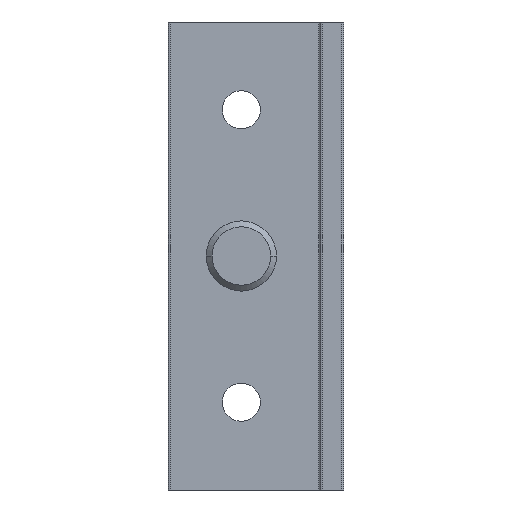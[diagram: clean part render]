
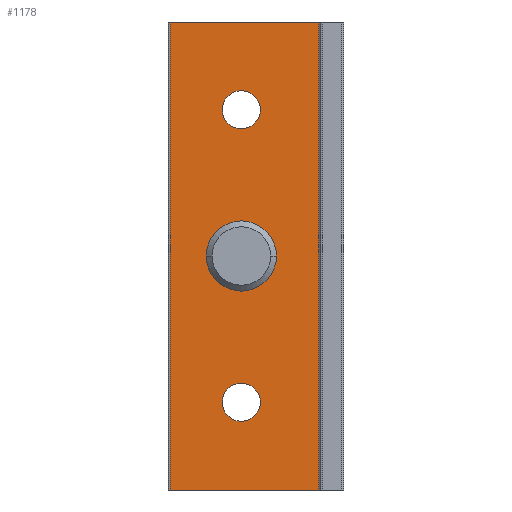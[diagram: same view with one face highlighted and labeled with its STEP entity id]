
A CAD part, front view. The second image highlights one B-rep face of the part: STEP entity #1178.
In plain terms, the highlighted planar face has unit normal (0, -1, 0).
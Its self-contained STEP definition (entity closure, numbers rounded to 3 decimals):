
#263=DIRECTION('',(1.,0.,0.));
#264=VECTOR('',#263,25.4);
#265=CARTESIAN_POINT('',(-12.2,248.,-40.));
#266=LINE('',#265,#264);
#326=DIRECTION('',(0.,0.,-1.));
#327=VECTOR('',#326,80.);
#328=CARTESIAN_POINT('',(-12.2,248.,40.));
#329=LINE('',#328,#327);
#330=DIRECTION('',(0.,0.,1.));
#331=VECTOR('',#330,80.);
#332=CARTESIAN_POINT('',(13.2,248.,-40.));
#333=LINE('',#332,#331);
#334=CARTESIAN_POINT('',(0.,248.,-25.));
#335=DIRECTION('',(0.,-1.,0.));
#336=DIRECTION('',(-1.,0.,0.));
#337=AXIS2_PLACEMENT_3D('',#334,#335,#336);
#339=CARTESIAN_POINT('',(0.,248.,-25.));
#340=DIRECTION('',(0.,-1.,0.));
#341=DIRECTION('',(1.,0.,0.));
#342=AXIS2_PLACEMENT_3D('',#339,#340,#341);
#344=CARTESIAN_POINT('',(0.,248.,25.));
#345=DIRECTION('',(0.,-1.,0.));
#346=DIRECTION('',(-1.,0.,0.));
#347=AXIS2_PLACEMENT_3D('',#344,#345,#346);
#349=CARTESIAN_POINT('',(0.,248.,25.));
#350=DIRECTION('',(0.,-1.,0.));
#351=DIRECTION('',(1.,0.,0.));
#352=AXIS2_PLACEMENT_3D('',#349,#350,#351);
#380=DIRECTION('',(1.,0.,0.));
#381=VECTOR('',#380,25.4);
#382=CARTESIAN_POINT('',(-12.2,248.,40.));
#383=LINE('',#382,#381);
#471=CARTESIAN_POINT('',(0.,248.,0.));
#472=DIRECTION('',(0.,-1.,0.));
#473=DIRECTION('',(1.,0.,0.));
#474=AXIS2_PLACEMENT_3D('',#471,#472,#473);
#481=CARTESIAN_POINT('',(0.,248.,0.));
#482=DIRECTION('',(0.,-1.,0.));
#483=DIRECTION('',(-1.,0.,0.));
#484=AXIS2_PLACEMENT_3D('',#481,#482,#483);
#565=CARTESIAN_POINT('',(-3.25,248.,-25.));
#566=CARTESIAN_POINT('',(3.25,248.,-25.));
#567=VERTEX_POINT('',#565);
#568=VERTEX_POINT('',#566);
#569=CARTESIAN_POINT('',(-3.25,248.,25.));
#570=CARTESIAN_POINT('',(3.25,248.,25.));
#571=VERTEX_POINT('',#569);
#572=VERTEX_POINT('',#570);
#593=CARTESIAN_POINT('',(13.2,248.,-40.));
#594=CARTESIAN_POINT('',(13.2,248.,40.));
#595=VERTEX_POINT('',#593);
#596=VERTEX_POINT('',#594);
#613=CARTESIAN_POINT('',(-12.2,248.,-40.));
#615=VERTEX_POINT('',#613);
#619=CARTESIAN_POINT('',(-12.2,248.,40.));
#620=VERTEX_POINT('',#619);
#645=CARTESIAN_POINT('',(6.,248.,0.));
#646=CARTESIAN_POINT('',(-6.,248.,0.));
#647=VERTEX_POINT('',#645);
#648=VERTEX_POINT('',#646);
#1147=CARTESIAN_POINT('',(-12.5,248.,-40.));
#1148=DIRECTION('',(0.,-1.,0.));
#1149=DIRECTION('',(1.,0.,0.));
#1150=AXIS2_PLACEMENT_3D('',#1147,#1148,#1149);
#1151=PLANE('',#1150);
#1153=ORIENTED_EDGE('',*,*,#1152,.F.);
#1155=ORIENTED_EDGE('',*,*,#1154,.T.);
#1156=ORIENTED_EDGE('',*,*,#1140,.F.);
#1157=ORIENTED_EDGE('',*,*,#1051,.F.);
#1158=EDGE_LOOP('',(#1153,#1155,#1156,#1157));
#1159=FACE_OUTER_BOUND('',#1158,.F.);
#1161=ORIENTED_EDGE('',*,*,#1160,.T.);
#1163=ORIENTED_EDGE('',*,*,#1162,.T.);
#1164=EDGE_LOOP('',(#1161,#1163));
#1165=FACE_BOUND('',#1164,.F.);
#1167=ORIENTED_EDGE('',*,*,#1166,.T.);
#1169=ORIENTED_EDGE('',*,*,#1168,.T.);
#1170=EDGE_LOOP('',(#1167,#1169));
#1171=FACE_BOUND('',#1170,.F.);
#1173=ORIENTED_EDGE('',*,*,#1172,.T.);
#1175=ORIENTED_EDGE('',*,*,#1174,.T.);
#1176=EDGE_LOOP('',(#1173,#1175));
#1177=FACE_BOUND('',#1176,.F.);
#1178=ADVANCED_FACE('',(#1159,#1165,#1171,#1177),#1151,.T.);
#338=CIRCLE('',#337,3.25);
#343=CIRCLE('',#342,3.25);
#348=CIRCLE('',#347,3.25);
#353=CIRCLE('',#352,3.25);
#475=CIRCLE('',#474,6.);
#485=CIRCLE('',#484,6.);
#1051=EDGE_CURVE('',#615,#595,#266,.T.);
#1140=EDGE_CURVE('',#595,#596,#333,.T.);
#1152=EDGE_CURVE('',#620,#615,#329,.T.);
#1154=EDGE_CURVE('',#620,#596,#383,.T.);
#1160=EDGE_CURVE('',#567,#568,#338,.T.);
#1162=EDGE_CURVE('',#568,#567,#343,.T.);
#1166=EDGE_CURVE('',#571,#572,#348,.T.);
#1168=EDGE_CURVE('',#572,#571,#353,.T.);
#1172=EDGE_CURVE('',#647,#648,#475,.T.);
#1174=EDGE_CURVE('',#648,#647,#485,.T.);
